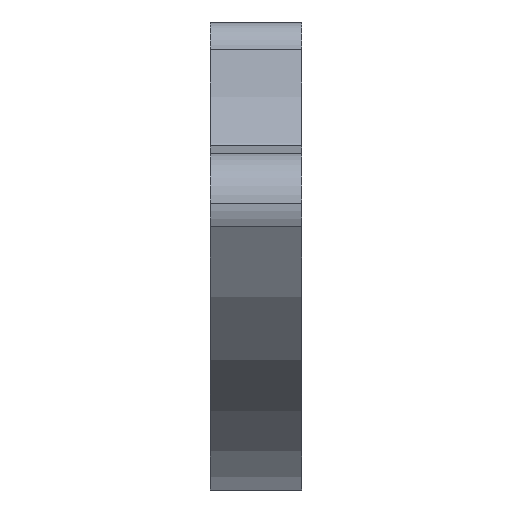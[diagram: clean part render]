
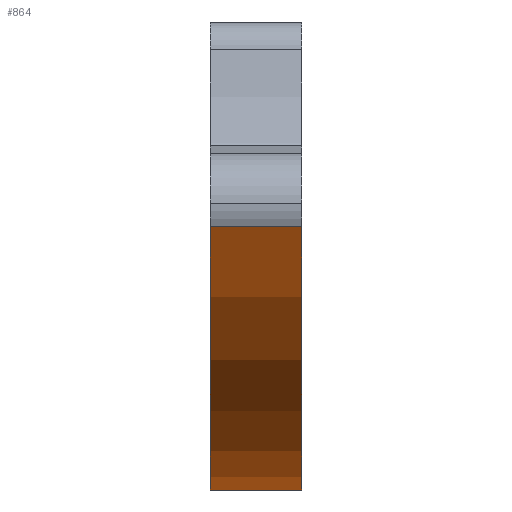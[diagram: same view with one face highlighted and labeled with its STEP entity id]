
A CAD part, top view. The second image highlights one B-rep face of the part: STEP entity #864.
In plain terms, the highlighted cylindrical face has radius 48.267 mm (diameter 96.533 mm), a partial arc.
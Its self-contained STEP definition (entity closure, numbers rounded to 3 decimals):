
#26 = EDGE_LOOP ( 'NONE', ( #896, #564, #1484, #1526 ) ) ;
#47 = VECTOR ( 'NONE', #681, 1000. ) ;
#134 = CARTESIAN_POINT ( 'NONE',  ( 4.5, -20.23, 37.843 ) ) ;
#145 = EDGE_CURVE ( 'NONE', #1014, #948, #1126, .T. ) ;
#197 = DIRECTION ( 'NONE',  ( 0., 0., -1. ) ) ;
#201 = EDGE_CURVE ( 'NONE', #1014, #698, #460, .T. ) ;
#310 = DIRECTION ( 'NONE',  ( 1., 0., 0. ) ) ;
#337 = DIRECTION ( 'NONE',  ( -1., 0., 0. ) ) ;
#416 = CARTESIAN_POINT ( 'NONE',  ( 4.5, -20.23, 37.843 ) ) ;
#427 = EDGE_CURVE ( 'NONE', #948, #626, #1540, .T. ) ;
#460 = LINE ( 'NONE', #416, #47 ) ;
#538 = AXIS2_PLACEMENT_3D ( 'NONE', #988, #1247, #1520 ) ;
#542 = CARTESIAN_POINT ( 'NONE',  ( -4.5, -20.23, 37.843 ) ) ;
#564 = ORIENTED_EDGE ( 'NONE', *, *, #427, .F. ) ;
#626 = VERTEX_POINT ( 'NONE', #1315 ) ;
#667 = DIRECTION ( 'NONE',  ( 0., 0., -1. ) ) ;
#681 = DIRECTION ( 'NONE',  ( -1., 0., 0. ) ) ;
#692 = CARTESIAN_POINT ( 'NONE',  ( -4.5, 2., -5. ) ) ;
#698 = VERTEX_POINT ( 'NONE', #542 ) ;
#735 = VECTOR ( 'NONE', #337, 1000. ) ;
#786 = AXIS2_PLACEMENT_3D ( 'NONE', #692, #310, #197 ) ;
#822 = EDGE_CURVE ( 'NONE', #698, #626, #1089, .T. ) ;
#864 = ADVANCED_FACE ( 'NONE', ( #1539 ), #1087, .T. ) ;
#896 = ORIENTED_EDGE ( 'NONE', *, *, #822, .T. ) ;
#914 = DIRECTION ( 'NONE',  ( 1., 0., 0. ) ) ;
#933 = AXIS2_PLACEMENT_3D ( 'NONE', #1187, #914, #667 ) ;
#948 = VERTEX_POINT ( 'NONE', #1003 ) ;
#988 = CARTESIAN_POINT ( 'NONE',  ( 4.5, 2., -5. ) ) ;
#1003 = CARTESIAN_POINT ( 'NONE',  ( 4.5, -31.854, -39.403 ) ) ;
#1014 = VERTEX_POINT ( 'NONE', #134 ) ;
#1087 = CYLINDRICAL_SURFACE ( 'NONE', #538, 48.267 ) ;
#1089 = CIRCLE ( 'NONE', #786, 48.267 ) ;
#1126 = CIRCLE ( 'NONE', #933, 48.267 ) ;
#1187 = CARTESIAN_POINT ( 'NONE',  ( 4.5, 2., -5. ) ) ;
#1229 = CARTESIAN_POINT ( 'NONE',  ( 4.5, -31.854, -39.403 ) ) ;
#1247 = DIRECTION ( 'NONE',  ( -1., 0., 0. ) ) ;
#1315 = CARTESIAN_POINT ( 'NONE',  ( -4.5, -31.854, -39.403 ) ) ;
#1484 = ORIENTED_EDGE ( 'NONE', *, *, #145, .F. ) ;
#1520 = DIRECTION ( 'NONE',  ( 0., 0., 1. ) ) ;
#1526 = ORIENTED_EDGE ( 'NONE', *, *, #201, .T. ) ;
#1539 = FACE_OUTER_BOUND ( 'NONE', #26, .T. ) ;
#1540 = LINE ( 'NONE', #1229, #735 ) ;
